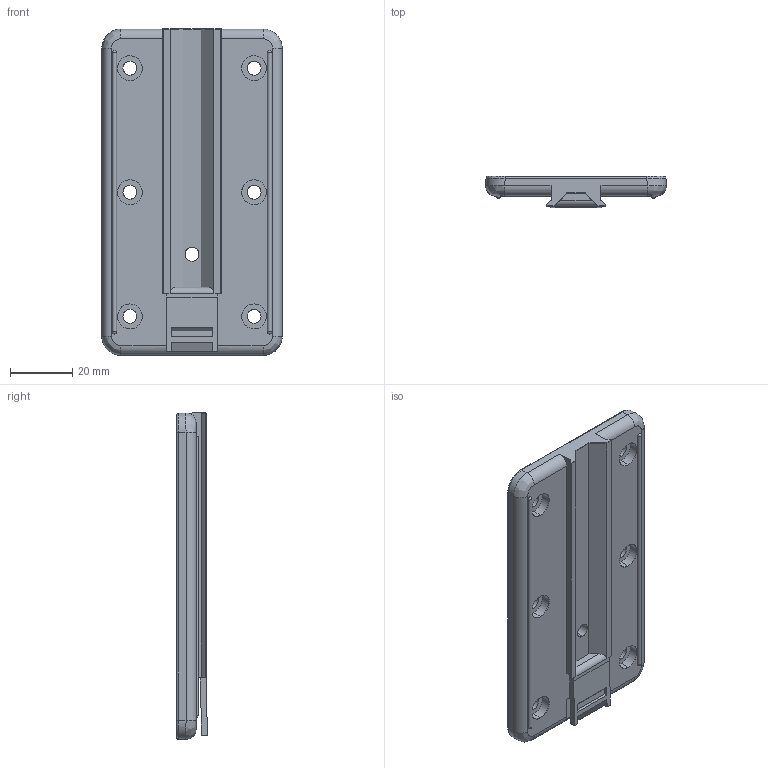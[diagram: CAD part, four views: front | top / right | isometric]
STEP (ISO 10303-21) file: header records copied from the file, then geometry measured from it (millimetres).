
FILE_DESCRIPTION((''),'2;1');
FILE_NAME('04BKY1E','2011-12-02T',('dhelisch'),(''),'PRO/ENGINEER BY PARAMETRIC TECHNOLOGY CORPORATION, 2007250','PRO/ENGINEER BY PARAMETRIC TECHNOLOGY CORPORATION, 2007250','');
FILE_SCHEMA(('CONFIG_CONTROL_DESIGN'));
Products named in the file (1): 04BKY1E
Bounding box: 58.13 x 9.97 x 105.3 mm (x, y, z)
Volume: 27650.4 mm3; surface area: 20429.8 mm2
Topology: 1 solids, 3 shells, 1379 faces, 3080 edges, 1585 vertices
Faces by surface type: cylinder 463, bspline 437, plane 225, sphere 160, torus 66, cone 28
Entity records: 51718 total; most frequent: CARTESIAN_POINT 24548, ORIENTED_EDGE 5818, DIRECTION 5086, EDGE_CURVE 2920, AXIS2_PLACEMENT_3D 1951, VERTEX_POINT 1585, EDGE_LOOP 1434, FACE_OUTER_BOUND 1379
